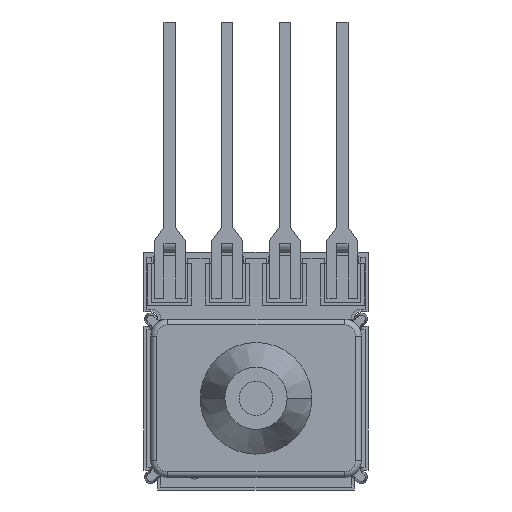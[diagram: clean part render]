
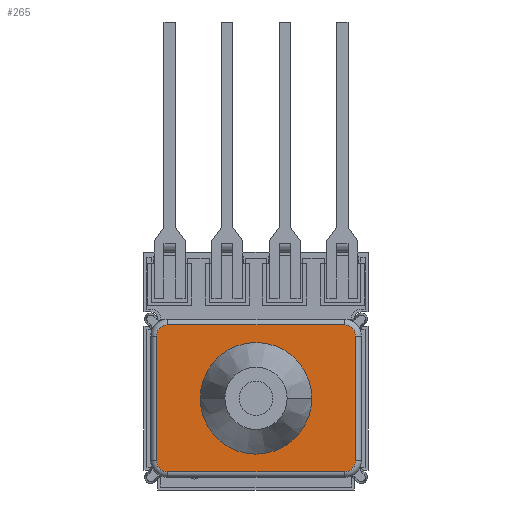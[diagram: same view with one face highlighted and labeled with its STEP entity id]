
A CAD part, front view. The second image highlights one B-rep face of the part: STEP entity #265.
In plain terms, the highlighted face is planar.
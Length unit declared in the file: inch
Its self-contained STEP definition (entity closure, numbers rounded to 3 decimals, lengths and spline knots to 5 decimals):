
#265 = ADVANCED_FACE ( 'NONE', ( #10777, #10778 ), #5563, .T. ) ;
#1123 = EDGE_CURVE ( 'NONE', #4788, #4771, #10952, .T. ) ;
#1585 = AXIS2_PLACEMENT_3D ( 'NONE', #5596, #5592, #5598 ) ;
#1725 = AXIS2_PLACEMENT_3D ( 'NONE', #6257, #6244, #6258 ) ;
#1885 = AXIS2_PLACEMENT_3D ( 'NONE', #3542, #3554, #3555 ) ;
#1896 = AXIS2_PLACEMENT_3D ( 'NONE', #3679, #3677, #3678 ) ;
#1902 = AXIS2_PLACEMENT_3D ( 'NONE', #3597, #3589, #3556 ) ;
#1915 = AXIS2_PLACEMENT_3D ( 'NONE', #3534, #3535, #3519 ) ;
#1923 = AXIS2_PLACEMENT_3D ( 'NONE', #3530, #3538, #3526 ) ;
#3382 = EDGE_CURVE ( 'NONE', #4835, #4839, #7792, .T. ) ;
#3384 = EDGE_CURVE ( 'NONE', #4817, #4821, #7849, .T. ) ;
#3387 = EDGE_CURVE ( 'NONE', #4818, #4838, #7829, .T. ) ;
#3388 = EDGE_CURVE ( 'NONE', #4839, #4815, #7838, .T. ) ;
#3401 = EDGE_CURVE ( 'NONE', #4815, #4816, #7804, .T. ) ;
#3415 = EDGE_CURVE ( 'NONE', #4816, #4817, #7840, .T. ) ;
#3420 = EDGE_CURVE ( 'NONE', #4838, #4835, #7882, .T. ) ;
#3429 = EDGE_CURVE ( 'NONE', #4821, #4818, #7888, .T. ) ;
#3436 = EDGE_CURVE ( 'NONE', #4771, #4788, #7860, .T. ) ;
#3519 = DIRECTION ( 'NONE',  ( 0., 0., 1. ) ) ;
#3526 = DIRECTION ( 'NONE',  ( 0., 0., 1. ) ) ;
#3530 = CARTESIAN_POINT ( 'NONE',  ( 0.15354, 0.1063, -0.10807 ) ) ;
#3534 = CARTESIAN_POINT ( 'NONE',  ( -0.15354, 0.1063, 0.10807 ) ) ;
#3535 = DIRECTION ( 'NONE',  ( 0., 1., 0. ) ) ;
#3538 = DIRECTION ( 'NONE',  ( 0., 1., 0. ) ) ;
#3540 = CARTESIAN_POINT ( 'NONE',  ( 0.15354, 0.1063, 0.1276 ) ) ;
#3542 = CARTESIAN_POINT ( 'NONE',  ( -0.15354, 0.1063, -0.10807 ) ) ;
#3544 = DIRECTION ( 'NONE',  ( 1., 0., 0. ) ) ;
#3554 = DIRECTION ( 'NONE',  ( 0., 1., 0. ) ) ;
#3555 = DIRECTION ( 'NONE',  ( 0., 0., 1. ) ) ;
#3556 = DIRECTION ( 'NONE',  ( 0., 0., 1. ) ) ;
#3589 = DIRECTION ( 'NONE',  ( 0., 1., 0. ) ) ;
#3597 = CARTESIAN_POINT ( 'NONE',  ( 0.15354, 0.1063, 0.10807 ) ) ;
#3603 = DIRECTION ( 'NONE',  ( 0., 0., -1. ) ) ;
#3618 = CARTESIAN_POINT ( 'NONE',  ( -0.17307, 0.1063, 0.10807 ) ) ;
#3625 = CARTESIAN_POINT ( 'NONE',  ( 0.17307, 0.1063, -0.10807 ) ) ;
#3627 = DIRECTION ( 'NONE',  ( 0., 0., 1. ) ) ;
#3659 = DIRECTION ( 'NONE',  ( -1., 0., 0. ) ) ;
#3665 = CARTESIAN_POINT ( 'NONE',  ( -0.15354, 0.1063, -0.1276 ) ) ;
#3677 = DIRECTION ( 'NONE',  ( 0., -1., 0. ) ) ;
#3678 = DIRECTION ( 'NONE',  ( 0., 0., 1. ) ) ;
#3679 = CARTESIAN_POINT ( 'NONE',  ( 0., 0.1063, 0. ) ) ;
#3807 = ORIENTED_EDGE ( 'NONE', *, *, #1123, .T. ) ;
#3829 = ORIENTED_EDGE ( 'NONE', *, *, #3420, .T. ) ;
#3844 = ORIENTED_EDGE ( 'NONE', *, *, #3401, .T. ) ;
#3849 = ORIENTED_EDGE ( 'NONE', *, *, #3388, .T. ) ;
#3853 = ORIENTED_EDGE ( 'NONE', *, *, #3436, .T. ) ;
#3855 = ORIENTED_EDGE ( 'NONE', *, *, #3387, .T. ) ;
#3858 = ORIENTED_EDGE ( 'NONE', *, *, #3429, .T. ) ;
#3864 = ORIENTED_EDGE ( 'NONE', *, *, #3382, .T. ) ;
#3872 = ORIENTED_EDGE ( 'NONE', *, *, #3415, .T. ) ;
#3873 = ORIENTED_EDGE ( 'NONE', *, *, #3384, .T. ) ;
#4771 = VERTEX_POINT ( 'NONE', #8659 ) ;
#4788 = VERTEX_POINT ( 'NONE', #8748 ) ;
#4815 = VERTEX_POINT ( 'NONE', #8755 ) ;
#4816 = VERTEX_POINT ( 'NONE', #8745 ) ;
#4817 = VERTEX_POINT ( 'NONE', #8721 ) ;
#4818 = VERTEX_POINT ( 'NONE', #8723 ) ;
#4821 = VERTEX_POINT ( 'NONE', #8767 ) ;
#4835 = VERTEX_POINT ( 'NONE', #8731 ) ;
#4838 = VERTEX_POINT ( 'NONE', #8742 ) ;
#4839 = VERTEX_POINT ( 'NONE', #8733 ) ;
#5563 = PLANE ( 'NONE',  #1585 ) ;
#5592 = DIRECTION ( 'NONE',  ( 0., 1., 0. ) ) ;
#5596 = CARTESIAN_POINT ( 'NONE',  ( -0.15354, 0.1063, 0.10807 ) ) ;
#5598 = DIRECTION ( 'NONE',  ( 0., 0., 1. ) ) ;
#6244 = DIRECTION ( 'NONE',  ( 0., -1., 0. ) ) ;
#6257 = CARTESIAN_POINT ( 'NONE',  ( 0., 0.1063, 0. ) ) ;
#6258 = DIRECTION ( 'NONE',  ( 0., 0., 1. ) ) ;
#7792 = CIRCLE ( 'NONE', #1915, 0.01953 ) ;
#7804 = CIRCLE ( 'NONE', #1902, 0.01953 ) ;
#7813 = VECTOR ( 'NONE', #3544, 39.37008 ) ;
#7829 = CIRCLE ( 'NONE', #1885, 0.01953 ) ;
#7838 = LINE ( 'NONE', #3540, #7813 ) ;
#7840 = LINE ( 'NONE', #3625, #7841 ) ;
#7841 = VECTOR ( 'NONE', #3603, 39.37008 ) ;
#7849 = CIRCLE ( 'NONE', #1923, 0.01953 ) ;
#7860 = CIRCLE ( 'NONE', #1896, 0.08858 ) ;
#7878 = VECTOR ( 'NONE', #3627, 39.37008 ) ;
#7882 = LINE ( 'NONE', #3618, #7878 ) ;
#7888 = LINE ( 'NONE', #3665, #7895 ) ;
#7895 = VECTOR ( 'NONE', #3659, 39.37008 ) ;
#8659 = CARTESIAN_POINT ( 'NONE',  ( 0., 0.1063, -0.08858 ) ) ;
#8721 = CARTESIAN_POINT ( 'NONE',  ( 0.17307, 0.1063, -0.10807 ) ) ;
#8723 = CARTESIAN_POINT ( 'NONE',  ( -0.15354, 0.1063, -0.1276 ) ) ;
#8731 = CARTESIAN_POINT ( 'NONE',  ( -0.17307, 0.1063, 0.10807 ) ) ;
#8733 = CARTESIAN_POINT ( 'NONE',  ( -0.15354, 0.1063, 0.1276 ) ) ;
#8742 = CARTESIAN_POINT ( 'NONE',  ( -0.17307, 0.1063, -0.10807 ) ) ;
#8745 = CARTESIAN_POINT ( 'NONE',  ( 0.17307, 0.1063, 0.10807 ) ) ;
#8748 = CARTESIAN_POINT ( 'NONE',  ( 0., 0.1063, 0.08858 ) ) ;
#8755 = CARTESIAN_POINT ( 'NONE',  ( 0.15354, 0.1063, 0.1276 ) ) ;
#8767 = CARTESIAN_POINT ( 'NONE',  ( 0.15354, 0.1063, -0.1276 ) ) ;
#10029 = EDGE_LOOP ( 'NONE', ( #3829, #3864, #3849, #3844, #3872, #3873, #3858, #3855 ) ) ;
#10054 = EDGE_LOOP ( 'NONE', ( #3807, #3853 ) ) ;
#10777 = FACE_BOUND ( 'NONE', #10054, .T. ) ;
#10778 = FACE_OUTER_BOUND ( 'NONE', #10029, .T. ) ;
#10952 = CIRCLE ( 'NONE', #1725, 0.08858 ) ;
